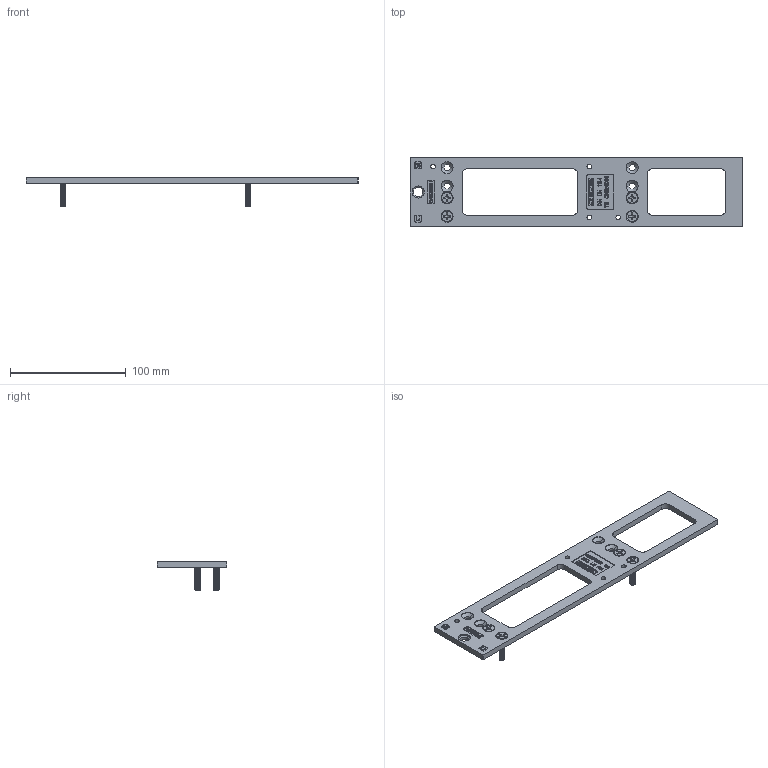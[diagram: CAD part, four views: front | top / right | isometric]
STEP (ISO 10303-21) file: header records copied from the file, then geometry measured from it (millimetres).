
FILE_DESCRIPTION(('CoCreate Modeling STEP Export'),'2;1');
FILE_NAME('Montageplatte_TS4000_5000_20510-K-003.stp','2011-04-27T14:48:04',(''),(''),'CoCreate Modeling STEP processor for AP214 (Solid Model)','CoCreate Modeling 17.0B 09-Oct-2010 (C) Parametric Technology GmbH','');
FILE_SCHEMA(('AUTOMOTIVE_DESIGN { 1 0 10303 214 1 1 1 1 }'));
Length unit declared in the file: millimetre
Products named in the file (3): MONTAGEPLATTE_TS4000_TS5000; 91420A330.2.1; TS4000-5000-20510-K-003
Assembly tree (5 placements, depth 2):
  TS4000-5000-20510-K-003
    91420A330.2.1  x4
    MONTAGEPLATTE_TS4000_TS5000
Bounding box: 287 x 60 x 25 mm (x, y, z)
Volume: 39422.4 mm3; surface area: 33115.7 mm2
Topology: 5 solids, 5 shells, 2730 faces, 7329 edges, 4689 vertices
Faces by surface type: plane 1542, cylinder 663, cone 490, torus 35
Entity records: 70620 total; most frequent: CARTESIAN_POINT 20023, ORIENTED_EDGE 10916, DIRECTION 9655, EDGE_CURVE 5458, VECTOR 4517, LINE 4517, VERTEX_POINT 3555, AXIS2_PLACEMENT_3D 2569
